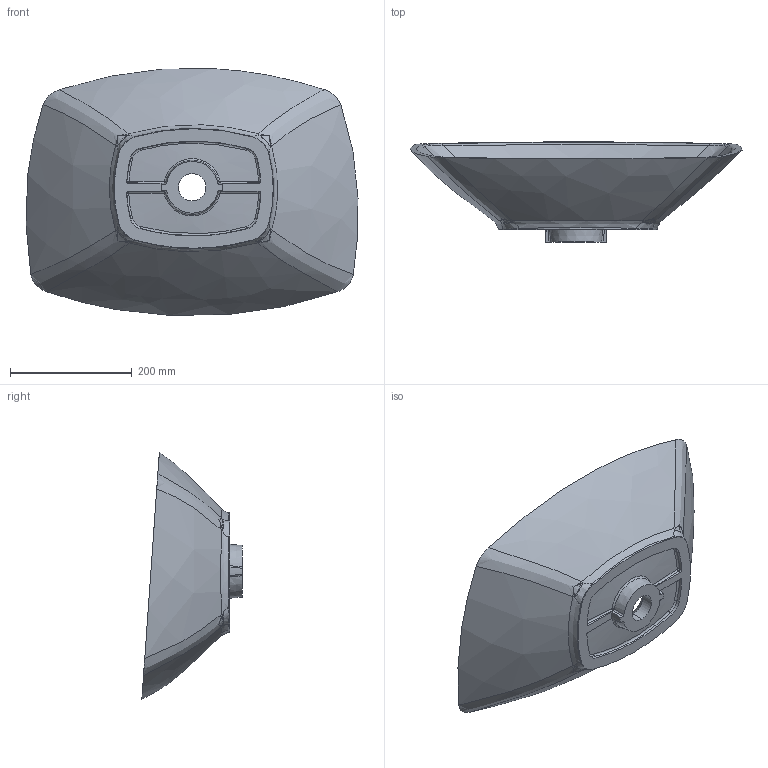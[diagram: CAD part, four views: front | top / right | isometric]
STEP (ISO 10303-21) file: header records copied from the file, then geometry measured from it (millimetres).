
FILE_DESCRIPTION (( 'STEP AP214' ), '1' );
FILE_NAME ('Lex S.STEP', '2019-12-04T14:01:28', ( '' ), ( '' ), 'SwSTEP 2.0', 'SolidWorks 2018', '' );
FILE_SCHEMA (( 'AUTOMOTIVE_DESIGN' ));
Length unit declared in the file: millimetre
Products named in the file (1): Lex S
Bounding box: 545.78 x 164.94 x 405.68 mm (x, y, z)
Volume: 2803883.8 mm3; surface area: 530622.3 mm2
Topology: 1 solids, 1 shells, 133 faces, 313 edges, 180 vertices
Faces by surface type: bspline 97, cone 17, sphere 8, plane 7, cylinder 4
Entity records: 11934 total; most frequent: CARTESIAN_POINT 9578, ORIENTED_EDGE 618, EDGE_CURVE 309, DIRECTION 291, B_SPLINE_CURVE_WITH_KNOTS 185, VERTEX_POINT 180, EDGE_LOOP 137, AXIS2_PLACEMENT_3D 134
